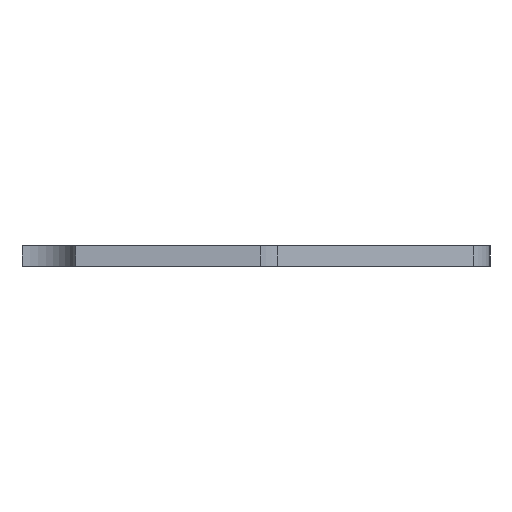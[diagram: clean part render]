
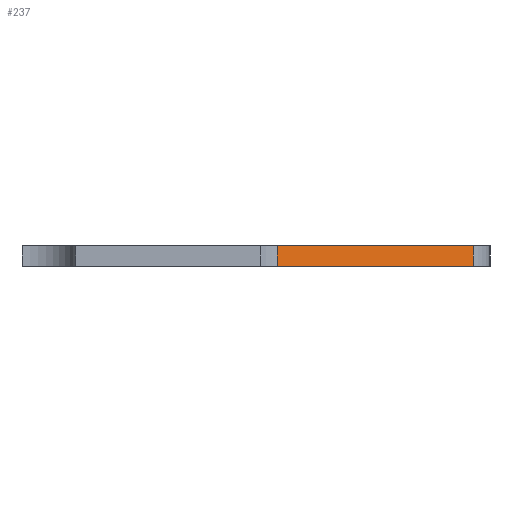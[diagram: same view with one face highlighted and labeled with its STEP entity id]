
A CAD part, left-side view. The second image highlights one B-rep face of the part: STEP entity #237.
In plain terms, the highlighted planar face has unit normal (-0.866, -0.5, 0).
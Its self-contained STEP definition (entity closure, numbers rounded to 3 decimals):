
#30 = VECTOR ( 'NONE', #56, 1000. ) ;
#38 = FACE_OUTER_BOUND ( 'NONE', #202, .T. ) ;
#49 = CARTESIAN_POINT ( 'NONE',  ( 229.898, 188.35, 3. ) ) ;
#56 = DIRECTION ( 'NONE',  ( -0.5, 0.866, 0. ) ) ;
#66 = CARTESIAN_POINT ( 'NONE',  ( 253.981, 146.636, 3. ) ) ;
#69 = VERTEX_POINT ( 'NONE', #365 ) ;
#107 = DIRECTION ( 'NONE',  ( -0.866, -0.5, 0. ) ) ;
#109 = DIRECTION ( 'NONE',  ( 0., 0., -1. ) ) ;
#113 = VECTOR ( 'NONE', #294, 1000. ) ;
#114 = CARTESIAN_POINT ( 'NONE',  ( 253.981, 146.636, 0. ) ) ;
#121 = VERTEX_POINT ( 'NONE', #476 ) ;
#143 = ORIENTED_EDGE ( 'NONE', *, *, #592, .T. ) ;
#202 = EDGE_LOOP ( 'NONE', ( #292, #598, #627, #143 ) ) ;
#217 = DIRECTION ( 'NONE',  ( 0., 0., -1. ) ) ;
#219 = VECTOR ( 'NONE', #217, 1000. ) ;
#237 = ADVANCED_FACE ( 'NONE', ( #38 ), #272, .T. ) ;
#261 = DIRECTION ( 'NONE',  ( 0.5, -0.866, 0. ) ) ;
#272 = PLANE ( 'NONE',  #472 ) ;
#278 = VECTOR ( 'NONE', #109, 1000. ) ;
#292 = ORIENTED_EDGE ( 'NONE', *, *, #565, .F. ) ;
#294 = DIRECTION ( 'NONE',  ( -0.5, 0.866, 0. ) ) ;
#310 = CARTESIAN_POINT ( 'NONE',  ( 229.898, 188.35, 3. ) ) ;
#341 = VERTEX_POINT ( 'NONE', #507 ) ;
#365 = CARTESIAN_POINT ( 'NONE',  ( 229.898, 188.35, 0. ) ) ;
#444 = LINE ( 'NONE', #114, #30 ) ;
#453 = LINE ( 'NONE', #66, #113 ) ;
#472 = AXIS2_PLACEMENT_3D ( 'NONE', #491, #107, #261 ) ;
#476 = CARTESIAN_POINT ( 'NONE',  ( 246.837, 159.011, 3. ) ) ;
#490 = LINE ( 'NONE', #502, #219 ) ;
#491 = CARTESIAN_POINT ( 'NONE',  ( 253.981, 146.636, 3. ) ) ;
#502 = CARTESIAN_POINT ( 'NONE',  ( 246.837, 159.011, 3. ) ) ;
#507 = CARTESIAN_POINT ( 'NONE',  ( 246.837, 159.011, 0. ) ) ;
#515 = VERTEX_POINT ( 'NONE', #310 ) ;
#556 = LINE ( 'NONE', #49, #278 ) ;
#565 = EDGE_CURVE ( 'NONE', #341, #69, #444, .T. ) ;
#592 = EDGE_CURVE ( 'NONE', #515, #69, #556, .T. ) ;
#596 = EDGE_CURVE ( 'NONE', #121, #341, #490, .T. ) ;
#598 = ORIENTED_EDGE ( 'NONE', *, *, #596, .F. ) ;
#627 = ORIENTED_EDGE ( 'NONE', *, *, #694, .T. ) ;
#694 = EDGE_CURVE ( 'NONE', #121, #515, #453, .T. ) ;
